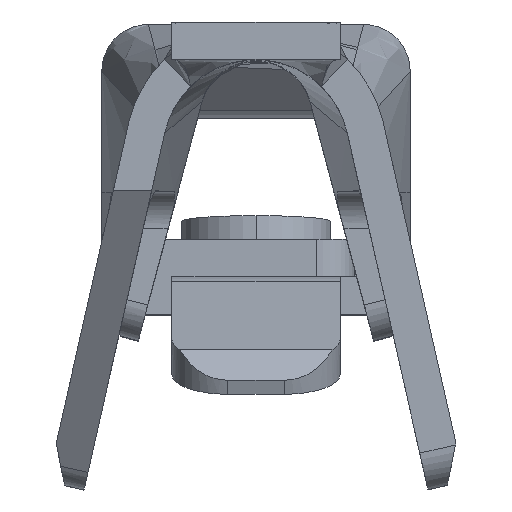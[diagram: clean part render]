
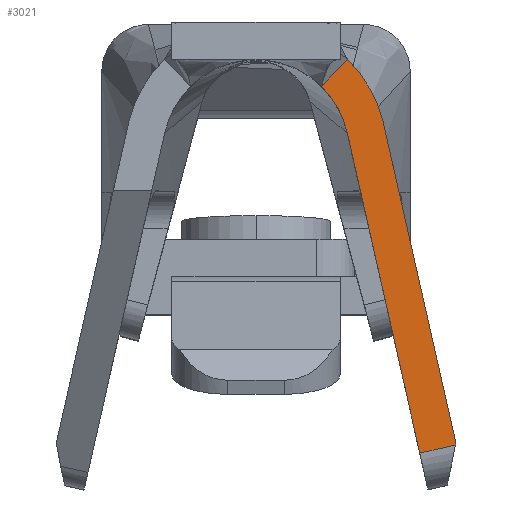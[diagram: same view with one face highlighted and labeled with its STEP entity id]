
A CAD part, top view. The second image highlights one B-rep face of the part: STEP entity #3021.
In plain terms, the highlighted planar face has unit normal (0, 0, 1).
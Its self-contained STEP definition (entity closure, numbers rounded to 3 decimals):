
#36=CARTESIAN_POINT('',(-6.512,0.185,11.55));
#37=VERTEX_POINT('',#36);
#44=CARTESIAN_POINT('',(-6.65,0.432,11.55));
#45=VERTEX_POINT('',#44);
#46=CARTESIAN_POINT('',(-7.,0.075,11.55));
#47=DIRECTION('',(0.975,0.221,0.));
#48=DIRECTION('',(0.,0.,1.));
#49=AXIS2_PLACEMENT_3D('',#46,#48,#47);
#50=CIRCLE('',#49,0.5);
#51=EDGE_CURVE('',#37,#45,#50,.T.);
#113=CARTESIAN_POINT('',(-6.51,0.575,11.55));
#114=VERTEX_POINT('',#113);
#122=CARTESIAN_POINT('',(-6.317,0.23,11.55));
#123=VERTEX_POINT('',#122);
#124=CARTESIAN_POINT('',(-7.,0.075,11.55));
#125=DIRECTION('',(0.7,0.714,0.));
#126=DIRECTION('',(0.,0.,-1.));
#127=AXIS2_PLACEMENT_3D('',#124,#126,#125);
#128=CIRCLE('',#127,0.7);
#129=EDGE_CURVE('',#114,#123,#128,.T.);
#197=CARTESIAN_POINT('',(-6.124,-1.53,11.55));
#198=VERTEX_POINT('',#197);
#206=CARTESIAN_POINT('',(-6.124,-1.53,11.55));
#207=DIRECTION('',(-0.221,0.975,0.));
#208=VECTOR('',#207,1.759);
#209=LINE('',#206,#208);
#210=EDGE_CURVE('',#198,#37,#209,.T.);
#252=CARTESIAN_POINT('',(-5.931,-1.476,11.55));
#253=VERTEX_POINT('',#252);
#254=CARTESIAN_POINT('',(-6.317,0.23,11.55));
#255=DIRECTION('',(0.221,-0.975,0.));
#256=VECTOR('',#255,1.748);
#257=LINE('',#254,#256);
#258=EDGE_CURVE('',#123,#253,#257,.T.);
#304=CARTESIAN_POINT('',(-5.934,-1.487,11.55));
#305=VERTEX_POINT('',#304);
#306=CARTESIAN_POINT('',(-5.931,-1.476,11.55));
#307=DIRECTION('',(-0.197,-0.98,0.));
#308=VECTOR('',#307,0.011);
#309=LINE('',#306,#308);
#310=EDGE_CURVE('',#253,#305,#309,.T.);
#2878=CARTESIAN_POINT('',(-6.124,-1.53,11.55));
#2879=DIRECTION('',(0.975,0.221,0.));
#2880=VECTOR('',#2879,0.195);
#2881=LINE('',#2878,#2880);
#2882=EDGE_CURVE('',#198,#305,#2881,.T.);
#2997=CARTESIAN_POINT('',(-6.857,-0.411,11.55));
#2998=DIRECTION('',(1.,0.,0.));
#2999=DIRECTION('',(0.,0.,1.));
#3000=AXIS2_PLACEMENT_3D('',#2997,#2999,#2998);
#3001=PLANE('',#3000);
#3002=ORIENTED_EDGE('',*,*,#210,.F.);
#3003=ORIENTED_EDGE('',*,*,#2882,.T.);
#3004=ORIENTED_EDGE('',*,*,#310,.F.);
#3005=ORIENTED_EDGE('',*,*,#258,.F.);
#3006=ORIENTED_EDGE('',*,*,#129,.F.);
#3007=CARTESIAN_POINT('',(-6.65,0.432,11.55));
#3008=CARTESIAN_POINT('',(-6.641,0.442,11.55));
#3009=CARTESIAN_POINT('',(-6.622,0.461,11.55));
#3010=CARTESIAN_POINT('',(-6.594,0.489,11.55));
#3011=CARTESIAN_POINT('',(-6.566,0.518,11.55));
#3012=CARTESIAN_POINT('',(-6.538,0.546,11.55));
#3013=CARTESIAN_POINT('',(-6.519,0.565,11.55));
#3014=CARTESIAN_POINT('',(-6.51,0.575,11.55));
#3015=B_SPLINE_CURVE_WITH_KNOTS('',3,(#3007,#3008,#3009,#3010,#3011,#3012,#3013,#3014),.UNSPECIFIED.,.F.,.U.,(4,1,1,1,1,4),(0.,0.2,0.4,0.6,0.8,1.),.UNSPECIFIED.);
#3016=EDGE_CURVE('',#45,#114,#3015,.T.);
#3017=ORIENTED_EDGE('',*,*,#3016,.F.);
#3018=ORIENTED_EDGE('',*,*,#51,.F.);
#3019=EDGE_LOOP('',(#3002,#3003,#3004,#3005,#3006,#3017,#3018));
#3020=FACE_OUTER_BOUND('',#3019,.T.);
#3021=ADVANCED_FACE('',(#3020),#3001,.T.);
